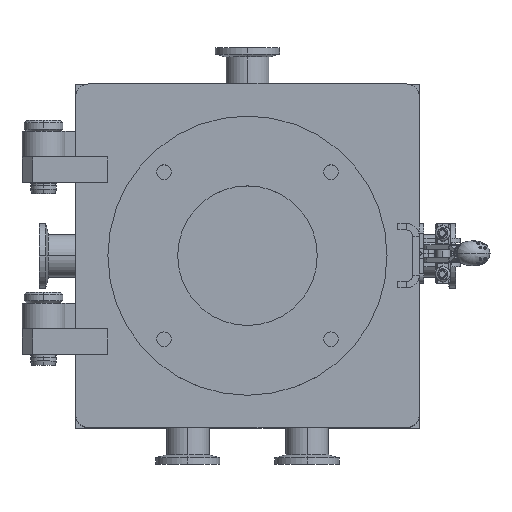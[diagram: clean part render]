
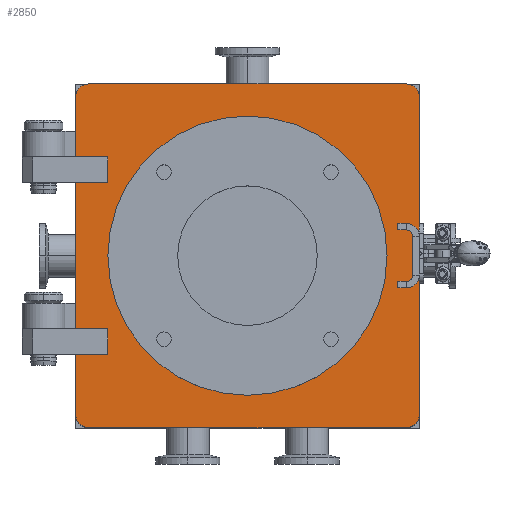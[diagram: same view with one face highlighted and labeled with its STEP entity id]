
A CAD part, top view. The second image highlights one B-rep face of the part: STEP entity #2850.
In plain terms, the highlighted planar face has unit normal (0, 0, 1).
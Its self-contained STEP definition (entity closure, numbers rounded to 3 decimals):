
#1482=PLANE('',#19615);
#1997=FACE_BOUND('',#5426,.T.);
#1998=FACE_BOUND('',#5427,.T.);
#1999=FACE_BOUND('',#5428,.T.);
#2000=FACE_BOUND('',#5429,.T.);
#2001=FACE_BOUND('',#5430,.T.);
#2002=FACE_BOUND('',#5431,.T.);
#2850=ADVANCED_FACE('NONE',(#1997,#1998,#1999,#2000,#2001,#2002),#1482,
 .F.);
#5426=EDGE_LOOP('',(#7906,#7907,#7908,#7909,#7910,#7911,#7912,#7913));
#5427=EDGE_LOOP('',(#7914,#7915));
#5428=EDGE_LOOP('',(#7916,#7917));
#5429=EDGE_LOOP('',(#7918,#7919));
#5430=EDGE_LOOP('',(#7920,#7921));
#5431=EDGE_LOOP('',(#7922,#7923));
#6762=CIRCLE('',#19565,3.4);
#6765=CIRCLE('',#19570,3.4);
#6768=CIRCLE('',#19575,3.4);
#6771=CIRCLE('',#19580,3.4);
#6778=CIRCLE('',#19591,40.33);
#6779=CIRCLE('',#19593,6.);
#6781=CIRCLE('',#19596,6.);
#6783=CIRCLE('',#19599,6.);
#6785=CIRCLE('',#19602,6.);
#6790=CIRCLE('',#19610,40.33);
#6791=CIRCLE('',#19611,3.4);
#6792=CIRCLE('',#19612,3.4);
#6793=CIRCLE('',#19613,3.4);
#6794=CIRCLE('',#19614,3.4);
#7906=ORIENTED_EDGE('',*,*,#14372,.T.);
#7907=ORIENTED_EDGE('',*,*,#14359,.T.);
#7908=ORIENTED_EDGE('',*,*,#14373,.T.);
#7909=ORIENTED_EDGE('',*,*,#14347,.T.);
#7910=ORIENTED_EDGE('',*,*,#14374,.T.);
#7911=ORIENTED_EDGE('',*,*,#14351,.T.);
#7912=ORIENTED_EDGE('',*,*,#14375,.T.);
#7913=ORIENTED_EDGE('',*,*,#14355,.T.);
#7914=ORIENTED_EDGE('',*,*,#14346,.F.);
#7915=ORIENTED_EDGE('',*,*,#14376,.F.);
#7916=ORIENTED_EDGE('',*,*,#14335,.F.);
#7917=ORIENTED_EDGE('',*,*,#14377,.F.);
#7918=ORIENTED_EDGE('',*,*,#14330,.F.);
#7919=ORIENTED_EDGE('',*,*,#14378,.F.);
#7920=ORIENTED_EDGE('',*,*,#14325,.F.);
#7921=ORIENTED_EDGE('',*,*,#14379,.F.);
#7922=ORIENTED_EDGE('',*,*,#14320,.F.);
#7923=ORIENTED_EDGE('',*,*,#14380,.F.);
#12635=VERTEX_POINT('',#27099);
#12638=VERTEX_POINT('',#27104);
#12640=VERTEX_POINT('',#27111);
#12642=VERTEX_POINT('',#27115);
#12644=VERTEX_POINT('',#27122);
#12646=VERTEX_POINT('',#27126);
#12647=VERTEX_POINT('',#27132);
#12650=VERTEX_POINT('',#27137);
#12657=VERTEX_POINT('',#27158);
#12658=VERTEX_POINT('',#27160);
#12659=VERTEX_POINT('',#27164);
#12660=VERTEX_POINT('',#27165);
#12663=VERTEX_POINT('',#27173);
#12664=VERTEX_POINT('',#27174);
#12667=VERTEX_POINT('',#27182);
#12668=VERTEX_POINT('',#27183);
#12671=VERTEX_POINT('',#27191);
#12672=VERTEX_POINT('',#27192);
#14320=EDGE_CURVE('NONE',#12638,#12635,#6762,.T.);
#14325=EDGE_CURVE('NONE',#12642,#12640,#6765,.T.);
#14330=EDGE_CURVE('NONE',#12646,#12644,#6768,.T.);
#14335=EDGE_CURVE('NONE',#12650,#12647,#6771,.T.);
#14346=EDGE_CURVE('NONE',#12658,#12657,#6778,.T.);
#14347=EDGE_CURVE('NONE',#12659,#12660,#6779,.T.);
#14351=EDGE_CURVE('NONE',#12663,#12664,#6781,.T.);
#14355=EDGE_CURVE('NONE',#12667,#12668,#6783,.T.);
#14359=EDGE_CURVE('NONE',#12671,#12672,#6785,.T.);
#14372=EDGE_CURVE('NONE',#12668,#12671,#16774,.T.);
#14373=EDGE_CURVE('NONE',#12672,#12659,#16775,.T.);
#14374=EDGE_CURVE('NONE',#12660,#12663,#16776,.T.);
#14375=EDGE_CURVE('NONE',#12664,#12667,#16777,.T.);
#14376=EDGE_CURVE('NONE',#12657,#12658,#6790,.T.);
#14377=EDGE_CURVE('NONE',#12647,#12650,#6791,.T.);
#14378=EDGE_CURVE('NONE',#12644,#12646,#6792,.T.);
#14379=EDGE_CURVE('NONE',#12640,#12642,#6793,.T.);
#14380=EDGE_CURVE('NONE',#12635,#12638,#6794,.T.);
#16774=LINE('',#27214,#18141);
#16775=LINE('',#27215,#18142);
#16776=LINE('',#27216,#18143);
#16777=LINE('',#27217,#18144);
#18141=VECTOR('',#21696,1.);
#18142=VECTOR('',#21697,1.);
#18143=VECTOR('',#21698,1.);
#18144=VECTOR('',#21699,1.);
#19565=AXIS2_PLACEMENT_3D('',#27105,#21582,#21583);
#19570=AXIS2_PLACEMENT_3D('',#27116,#21594,#21595);
#19575=AXIS2_PLACEMENT_3D('',#27127,#21606,#21607);
#19580=AXIS2_PLACEMENT_3D('',#27138,#21618,#21619);
#19591=AXIS2_PLACEMENT_3D('',#27161,#21644,#21645);
#19593=AXIS2_PLACEMENT_3D('',#27163,#21648,#21649);
#19596=AXIS2_PLACEMENT_3D('',#27172,#21656,#21657);
#19599=AXIS2_PLACEMENT_3D('',#27181,#21664,#21665);
#19602=AXIS2_PLACEMENT_3D('',#27190,#21672,#21673);
#19610=AXIS2_PLACEMENT_3D('',#27218,#21700,#21701);
#19611=AXIS2_PLACEMENT_3D('',#27219,#21702,#21703);
#19612=AXIS2_PLACEMENT_3D('',#27220,#21704,#21705);
#19613=AXIS2_PLACEMENT_3D('',#27221,#21706,#21707);
#19614=AXIS2_PLACEMENT_3D('',#27222,#21708,#21709);
#19615=AXIS2_PLACEMENT_3D('',#27223,#21710,#21711);
#21582=DIRECTION('',(0.,0.,1.));
#21583=DIRECTION('',(0.,1.,0.));
#21594=DIRECTION('',(0.,0.,1.));
#21595=DIRECTION('',(-1.,0.,0.));
#21606=DIRECTION('',(0.,0.,1.));
#21607=DIRECTION('',(0.,-1.,0.));
#21618=DIRECTION('',(0.,0.,1.));
#21619=DIRECTION('',(1.,0.,0.));
#21644=DIRECTION('',(0.,0.,1.));
#21645=DIRECTION('',(1.,0.,0.));
#21648=DIRECTION('',(0.,0.,1.));
#21649=DIRECTION('',(-1.,0.,0.));
#21656=DIRECTION('',(0.,0.,1.));
#21657=DIRECTION('',(-1.,0.,0.));
#21664=DIRECTION('',(0.,0.,1.));
#21665=DIRECTION('',(-1.,0.,0.));
#21672=DIRECTION('',(0.,0.,1.));
#21673=DIRECTION('',(-1.,0.,0.));
#21696=DIRECTION('',(0.,1.,0.));
#21697=DIRECTION('',(-1.,0.,0.));
#21698=DIRECTION('',(0.,-1.,0.));
#21699=DIRECTION('',(1.,0.,0.));
#21700=DIRECTION('',(0.,0.,1.));
#21701=DIRECTION('',(1.,0.,0.));
#21702=DIRECTION('',(0.,0.,1.));
#21703=DIRECTION('',(1.,0.,0.));
#21704=DIRECTION('',(0.,0.,1.));
#21705=DIRECTION('',(0.,-1.,0.));
#21706=DIRECTION('',(0.,0.,1.));
#21707=DIRECTION('',(-1.,0.,0.));
#21708=DIRECTION('',(0.,0.,1.));
#21709=DIRECTION('',(0.,1.,0.));
#21710=DIRECTION('',(0.,0.,-1.));
#21711=DIRECTION('',(-1.,0.,0.));
#27099=CARTESIAN_POINT('',(-38.891,-42.291,15.));
#27104=CARTESIAN_POINT('',(-38.891,-35.491,15.));
#27105=CARTESIAN_POINT('',(-38.891,-38.891,15.));
#27111=CARTESIAN_POINT('',(42.291,-38.891,15.));
#27115=CARTESIAN_POINT('',(35.491,-38.891,15.));
#27116=CARTESIAN_POINT('',(38.891,-38.891,15.));
#27122=CARTESIAN_POINT('',(38.891,42.291,15.));
#27126=CARTESIAN_POINT('',(38.891,35.491,15.));
#27127=CARTESIAN_POINT('',(38.891,38.891,15.));
#27132=CARTESIAN_POINT('',(-42.291,38.891,15.));
#27137=CARTESIAN_POINT('',(-35.491,38.891,15.));
#27138=CARTESIAN_POINT('',(-38.891,38.891,15.));
#27158=CARTESIAN_POINT('',(-40.33,0.,15.));
#27160=CARTESIAN_POINT('',(40.33,0.,15.));
#27161=CARTESIAN_POINT('',(0.,0.,15.));
#27163=CARTESIAN_POINT('',(-74.,74.,15.));
#27164=CARTESIAN_POINT('',(-74.,80.,15.));
#27165=CARTESIAN_POINT('',(-80.,74.,15.));
#27172=CARTESIAN_POINT('',(-74.,-74.,15.));
#27173=CARTESIAN_POINT('',(-80.,-74.,15.));
#27174=CARTESIAN_POINT('',(-74.,-80.,15.));
#27181=CARTESIAN_POINT('',(74.,-74.,15.));
#27182=CARTESIAN_POINT('',(74.,-80.,15.));
#27183=CARTESIAN_POINT('',(80.,-74.,15.));
#27190=CARTESIAN_POINT('',(74.,74.,15.));
#27191=CARTESIAN_POINT('',(80.,74.,15.));
#27192=CARTESIAN_POINT('',(74.,80.,15.));
#27214=CARTESIAN_POINT('',(80.,80.,15.));
#27215=CARTESIAN_POINT('',(80.,80.,15.));
#27216=CARTESIAN_POINT('',(-80.,80.,15.));
#27217=CARTESIAN_POINT('',(80.,-80.,15.));
#27218=CARTESIAN_POINT('',(0.,0.,15.));
#27219=CARTESIAN_POINT('',(-38.891,38.891,15.));
#27220=CARTESIAN_POINT('',(38.891,38.891,15.));
#27221=CARTESIAN_POINT('',(38.891,-38.891,15.));
#27222=CARTESIAN_POINT('',(-38.891,-38.891,15.));
#27223=CARTESIAN_POINT('',(0.,0.,15.));
